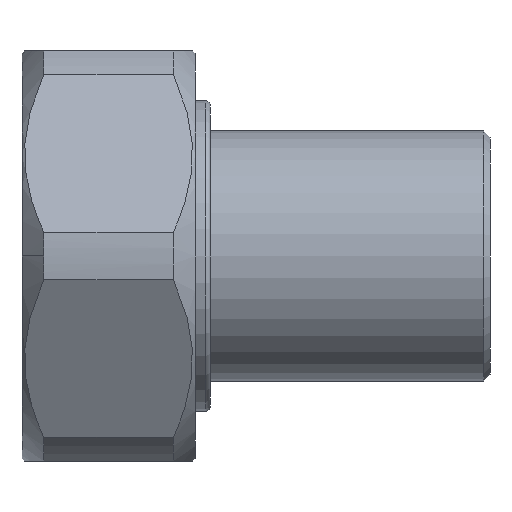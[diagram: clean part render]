
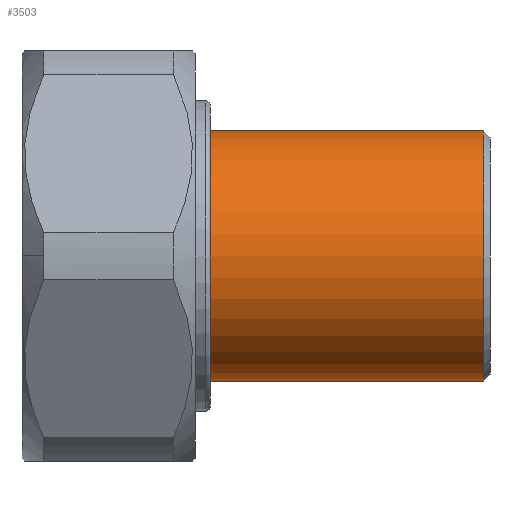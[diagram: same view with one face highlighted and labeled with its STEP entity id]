
A CAD part, front view. The second image highlights one B-rep face of the part: STEP entity #3503.
In plain terms, the highlighted cylindrical face has radius 9.75 mm (diameter 19.5 mm), a partial arc.
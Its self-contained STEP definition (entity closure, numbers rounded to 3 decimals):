
#17 = VERTEX_POINT ( 'NONE', #3014 ) ;
#89 = AXIS2_PLACEMENT_3D ( 'NONE', #1882, #3930, #972 ) ;
#346 = EDGE_CURVE ( 'NONE', #670, #2659, #2488, .T. ) ;
#418 = DIRECTION ( 'NONE',  ( -1., 0., 0. ) ) ;
#523 = EDGE_CURVE ( 'NONE', #1303, #2659, #704, .T. ) ;
#603 = CARTESIAN_POINT ( 'NONE',  ( 14.4, 0., 9.75 ) ) ;
#635 = CARTESIAN_POINT ( 'NONE',  ( 35.7, 0., -9.75 ) ) ;
#670 = VERTEX_POINT ( 'NONE', #603 ) ;
#704 = LINE ( 'NONE', #788, #858 ) ;
#788 = CARTESIAN_POINT ( 'NONE',  ( 36.2, 0., -9.75 ) ) ;
#858 = VECTOR ( 'NONE', #4115, 1000. ) ;
#972 = DIRECTION ( 'NONE',  ( 0., 0., 1. ) ) ;
#996 = ORIENTED_EDGE ( 'NONE', *, *, #346, .T. ) ;
#1291 = CIRCLE ( 'NONE', #2183, 9.75 ) ;
#1303 = VERTEX_POINT ( 'NONE', #635 ) ;
#1361 = ORIENTED_EDGE ( 'NONE', *, *, #2897, .T. ) ;
#1497 = LINE ( 'NONE', #3325, #1750 ) ;
#1696 = FACE_OUTER_BOUND ( 'NONE', #3997, .T. ) ;
#1750 = VECTOR ( 'NONE', #418, 1000. ) ;
#1882 = CARTESIAN_POINT ( 'NONE',  ( 36.2, 0., 0. ) ) ;
#2056 = DIRECTION ( 'NONE',  ( 0., 0., -1. ) ) ;
#2183 = AXIS2_PLACEMENT_3D ( 'NONE', #2644, #3656, #2662 ) ;
#2263 = EDGE_CURVE ( 'NONE', #1303, #17, #1291, .T. ) ;
#2360 = DIRECTION ( 'NONE',  ( 1., 0., 0. ) ) ;
#2488 = CIRCLE ( 'NONE', #2714, 9.75 ) ;
#2497 = ORIENTED_EDGE ( 'NONE', *, *, #523, .F. ) ;
#2644 = CARTESIAN_POINT ( 'NONE',  ( 35.7, 0., 0. ) ) ;
#2659 = VERTEX_POINT ( 'NONE', #3761 ) ;
#2662 = DIRECTION ( 'NONE',  ( 0., 0., -1. ) ) ;
#2714 = AXIS2_PLACEMENT_3D ( 'NONE', #3337, #2360, #2056 ) ;
#2897 = EDGE_CURVE ( 'NONE', #17, #670, #1497, .T. ) ;
#2978 = ORIENTED_EDGE ( 'NONE', *, *, #2263, .T. ) ;
#3014 = CARTESIAN_POINT ( 'NONE',  ( 35.7, 0., 9.75 ) ) ;
#3325 = CARTESIAN_POINT ( 'NONE',  ( 36.2, 0., 9.75 ) ) ;
#3337 = CARTESIAN_POINT ( 'NONE',  ( 14.4, 0., 0. ) ) ;
#3503 = ADVANCED_FACE ( 'NONE', ( #1696 ), #4020, .T. ) ;
#3656 = DIRECTION ( 'NONE',  ( -1., 0., 0. ) ) ;
#3761 = CARTESIAN_POINT ( 'NONE',  ( 14.4, 0., -9.75 ) ) ;
#3930 = DIRECTION ( 'NONE',  ( -1., 0., 0. ) ) ;
#3997 = EDGE_LOOP ( 'NONE', ( #2497, #2978, #1361, #996 ) ) ;
#4020 = CYLINDRICAL_SURFACE ( 'NONE', #89, 9.75 ) ;
#4115 = DIRECTION ( 'NONE',  ( -1., 0., 0. ) ) ;
